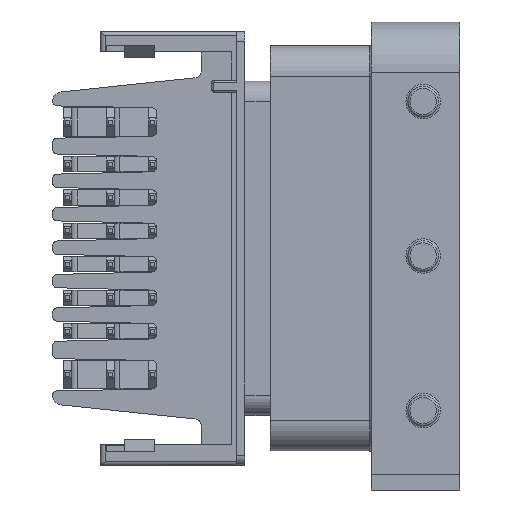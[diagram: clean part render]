
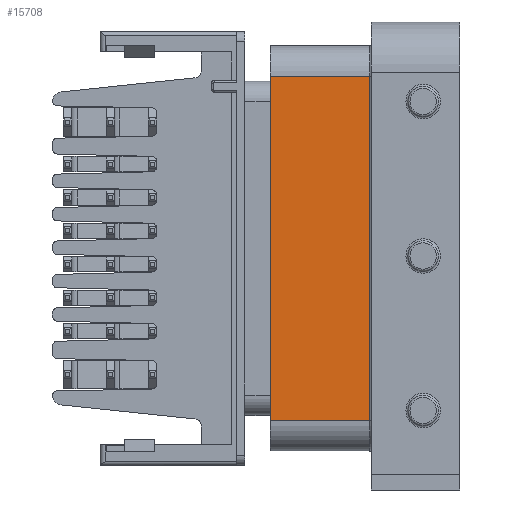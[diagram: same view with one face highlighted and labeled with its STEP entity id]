
A CAD part, front view. The second image highlights one B-rep face of the part: STEP entity #15708.
In plain terms, the highlighted planar face has unit normal (0, -1, 0).
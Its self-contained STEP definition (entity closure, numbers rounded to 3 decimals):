
#179=PLANE('',#16739);
#1203=LINE('',#23419,#3119);
#1204=LINE('',#23423,#3120);
#1205=LINE('',#23425,#3121);
#1206=LINE('',#23426,#3122);
#3119=VECTOR('',#18598,1000.);
#3120=VECTOR('',#18603,1000.);
#3121=VECTOR('',#18604,1000.);
#3122=VECTOR('',#18605,1000.);
#4898=FACE_OUTER_BOUND('',#5852,.T.);
#5852=EDGE_LOOP('',(#11550,#11551,#11552,#11553));
#7548=VERTEX_POINT('',#23416);
#7549=VERTEX_POINT('',#23418);
#7550=VERTEX_POINT('',#23422);
#7551=VERTEX_POINT('',#23424);
#9104=EDGE_CURVE('',#7548,#7549,#1203,.T.);
#9106=EDGE_CURVE('',#7548,#7550,#1204,.T.);
#9107=EDGE_CURVE('',#7550,#7551,#1205,.T.);
#9108=EDGE_CURVE('',#7549,#7551,#1206,.T.);
#11550=ORIENTED_EDGE('',*,*,#9104,.F.);
#11551=ORIENTED_EDGE('',*,*,#9106,.T.);
#11552=ORIENTED_EDGE('',*,*,#9107,.T.);
#11553=ORIENTED_EDGE('',*,*,#9108,.F.);
#15708=ADVANCED_FACE('',(#4898),#179,.T.);
#16739=AXIS2_PLACEMENT_3D('',#23421,#18601,#18602);
#18598=DIRECTION('',(1.,0.,0.));
#18601=DIRECTION('center_axis',(0.,-1.,0.));
#18602=DIRECTION('ref_axis',(0.,0.,-1.));
#18603=DIRECTION('',(0.,0.,-1.));
#18604=DIRECTION('',(1.,0.,0.));
#18605=DIRECTION('',(0.,0.,-1.));
#23416=CARTESIAN_POINT('',(-14.35,-11.5,17.));
#23418=CARTESIAN_POINT('',(-4.55,-11.5,17.));
#23419=CARTESIAN_POINT('',(-14.35,-11.5,17.));
#23421=CARTESIAN_POINT('Origin',(-14.35,-11.5,17.));
#23422=CARTESIAN_POINT('',(-14.35,-11.5,-17.));
#23423=CARTESIAN_POINT('',(-14.35,-11.5,17.));
#23424=CARTESIAN_POINT('',(-4.55,-11.5,-17.));
#23425=CARTESIAN_POINT('',(-14.35,-11.5,-17.));
#23426=CARTESIAN_POINT('',(-4.55,-11.5,17.));
